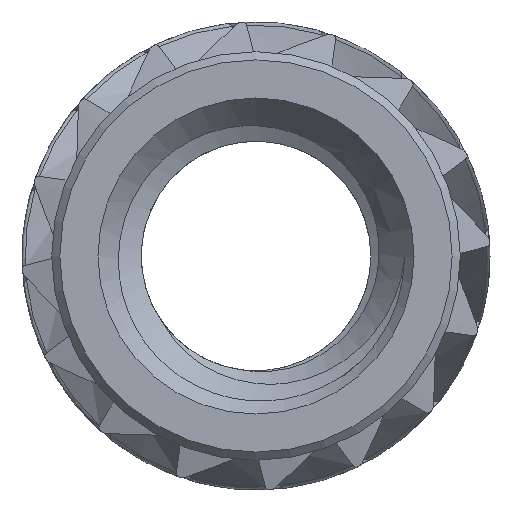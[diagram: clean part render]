
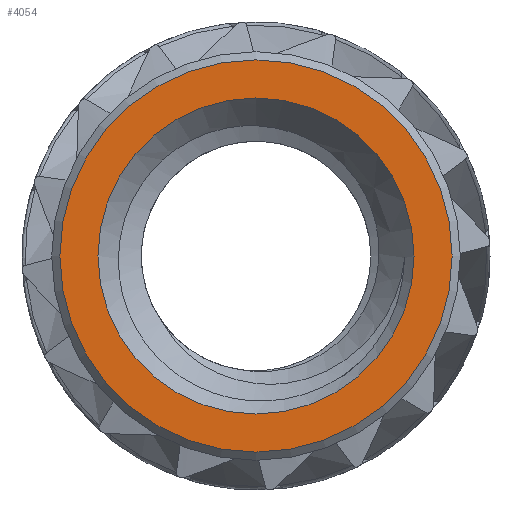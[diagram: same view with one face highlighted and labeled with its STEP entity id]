
A CAD part, front view. The second image highlights one B-rep face of the part: STEP entity #4054.
In plain terms, the highlighted planar face has unit normal (0, -1, 0).
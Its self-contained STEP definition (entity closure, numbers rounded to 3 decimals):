
#16=FACE_BOUND('',#985,.T.);
#18=PLANE('',#4309);
#760=FACE_OUTER_BOUND('',#984,.T.);
#984=EDGE_LOOP('',(#3751));
#985=EDGE_LOOP('',(#3752));
#993=CIRCLE('',#4088,2.127);
#1016=CIRCLE('',#4119,2.64);
#1388=VERTEX_POINT('',#5511);
#1407=VERTEX_POINT('',#5682);
#1840=EDGE_CURVE('',#1388,#1388,#993,.T.);
#1870=EDGE_CURVE('',#1407,#1407,#1016,.T.);
#3751=ORIENTED_EDGE('',*,*,#1870,.T.);
#3752=ORIENTED_EDGE('',*,*,#1840,.F.);
#4054=ADVANCED_FACE('',(#760,#16),#18,.T.);
#4088=AXIS2_PLACEMENT_3D('',#5513,#4357,#4358);
#4119=AXIS2_PLACEMENT_3D('',#5684,#4422,#4423);
#4309=AXIS2_PLACEMENT_3D('',#18561,#4840,#4841);
#4357=DIRECTION('center_axis',(0.,-1.,0.));
#4358=DIRECTION('ref_axis',(0.,0.,-1.));
#4422=DIRECTION('center_axis',(0.,-1.,0.));
#4423=DIRECTION('ref_axis',(0.,0.,-1.));
#4840=DIRECTION('center_axis',(0.,-1.,0.));
#4841=DIRECTION('ref_axis',(0.,0.,-1.));
#5511=CARTESIAN_POINT('',(0.,-2.35,2.127));
#5513=CARTESIAN_POINT('Origin',(0.,-2.35,0.));
#5682=CARTESIAN_POINT('',(0.,-2.35,-2.64));
#5684=CARTESIAN_POINT('Origin',(0.,-2.35,0.));
#18561=CARTESIAN_POINT('Origin',(2.75,-2.35,0.));
